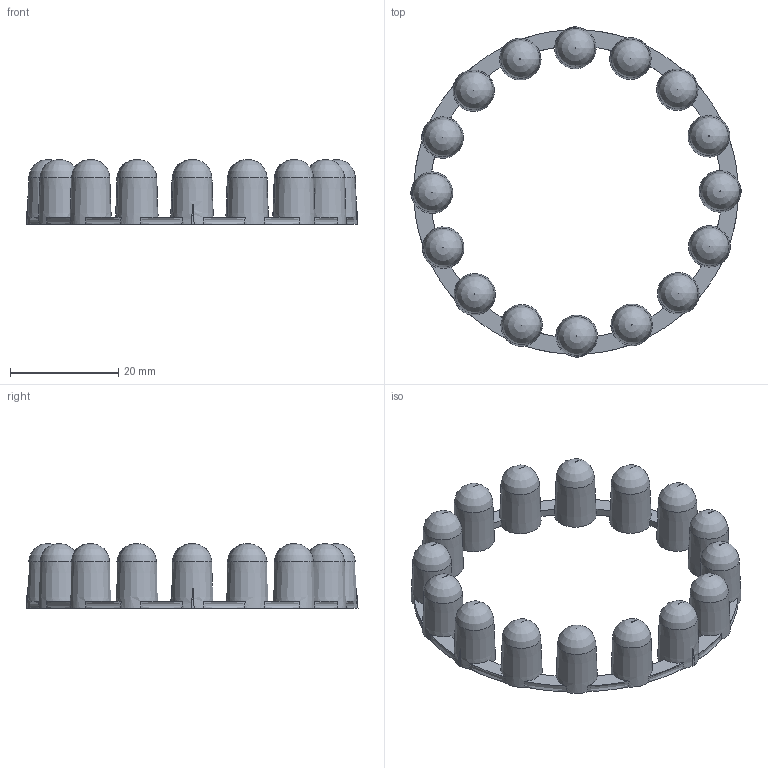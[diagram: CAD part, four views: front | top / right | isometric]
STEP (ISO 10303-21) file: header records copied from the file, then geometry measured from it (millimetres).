
FILE_DESCRIPTION(/* description */ (''),/* implementation_level */ '2;1');
FILE_NAME(/* name */ 'Stylish Belt Synth V4 LED Lightpipe.step',/* time_stamp */ '2019-10-15T15:06:19-07:00',/* author */ (''),/* organization */ (''),/* preprocessor_version */ 'ST-DEVELOPER v18',/* originating_system */ 'Autodesk Translation Framework v8.6.0.1094',/* authorisation */ '');
FILE_SCHEMA (('AUTOMOTIVE_DESIGN { 1 0 10303 214 3 1 1 }'));
Length unit declared in the file: millimetre
Products named in the file (3): Stylish Belt Synth V4 Plastic Enclosure; Stylish Belt Synth V4 CNC Wood LED Lightpipe; Led Lightpipe
Assembly tree (2 placements, depth 3):
  Stylish Belt Synth V4 Plastic Enclosure
    Stylish Belt Synth V4 CNC Wood LED Lightpipe
      Led Lightpipe
Bounding box: 61.32 x 61.32 x 12 mm (x, y, z)
Volume: 7643.4 mm3; surface area: 5682.6 mm2
Topology: 1 solids, 1 shells, 117 faces, 332 edges, 216 vertices
Faces by surface type: plane 45, cylinder 32, bspline 24, cone 16
Entity records: 4557 total; most frequent: CARTESIAN_POINT 1350, DIRECTION 744, ORIENTED_EDGE 664, AXIS2_PLACEMENT_3D 354, EDGE_CURVE 332, CIRCLE 243, VERTEX_POINT 216, EDGE_LOOP 118
